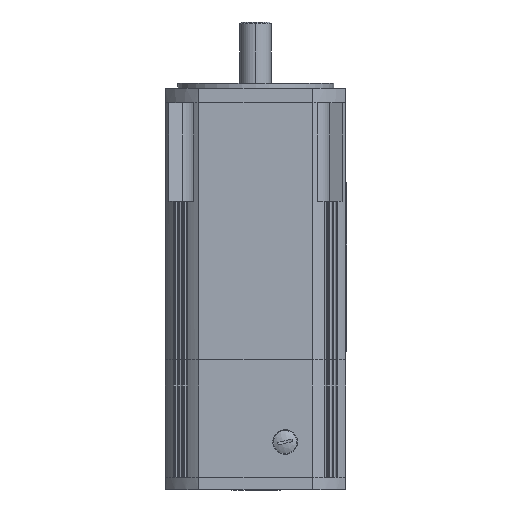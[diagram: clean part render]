
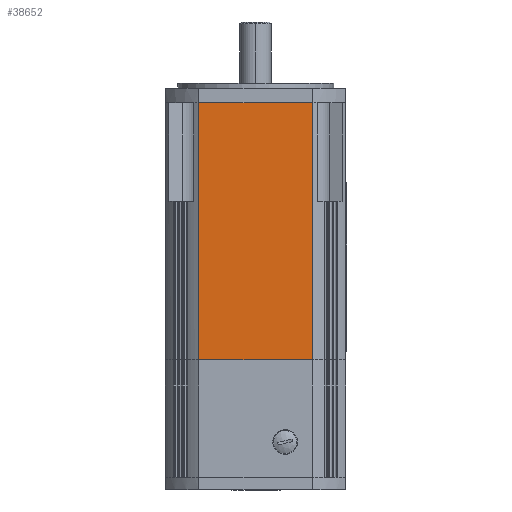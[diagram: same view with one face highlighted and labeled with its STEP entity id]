
A CAD part, front view. The second image highlights one B-rep face of the part: STEP entity #38652.
In plain terms, the highlighted face is planar.
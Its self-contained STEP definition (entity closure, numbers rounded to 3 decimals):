
#32462=CARTESIAN_POINT('',(-34.641,-55.0,0.0));
#32463=VERTEX_POINT('',#32462);
#33434=CARTESIAN_POINT('',(34.641,-55.0,0.0));
#33435=VERTEX_POINT('',#33434);
#34259=CARTESIAN_POINT('',(34.641,-55.0,0.0));
#34260=DIRECTION('',(-1.0,0.0,0.0));
#34261=VECTOR('',#34260,69.282);
#34262=LINE('',#34259,#34261);
#34263=EDGE_CURVE('',#33435,#32463,#34262,.T.);
#35657=CARTESIAN_POINT('',(34.641,-55.0,156.5));
#35658=VERTEX_POINT('',#35657);
#35690=CARTESIAN_POINT('',(-34.641,-55.0,156.5));
#35691=VERTEX_POINT('',#35690);
#35698=CARTESIAN_POINT('',(34.641,-55.0,156.5));
#35699=DIRECTION('',(-1.0,0.0,0.0));
#35700=VECTOR('',#35699,69.282);
#35701=LINE('',#35698,#35700);
#35702=EDGE_CURVE('',#35658,#35691,#35701,.T.);
#37660=CARTESIAN_POINT('',(34.641,-55.0,0.0));
#37661=DIRECTION('',(0.0,0.0,1.0));
#37662=VECTOR('',#37661,156.5);
#37663=LINE('',#37660,#37662);
#37664=EDGE_CURVE('',#33435,#35658,#37663,.T.);
#38065=CARTESIAN_POINT('',(-34.641,-55.0,0.0));
#38066=DIRECTION('',(0.0,0.0,1.0));
#38067=VECTOR('',#38066,156.5);
#38068=LINE('',#38065,#38067);
#38069=EDGE_CURVE('',#32463,#35691,#38068,.T.);
#38641=CARTESIAN_POINT('',(34.641,-55.0,0.0));
#38642=DIRECTION('',(0.0,-1.0,0.0));
#38643=DIRECTION('',(0.0,0.0,-1.0));
#38644=AXIS2_PLACEMENT_3D('',#38641,#38642,#38643);
#38645=PLANE('',#38644);
#38646=ORIENTED_EDGE('',*,*,#35702,.T.);
#38647=ORIENTED_EDGE('',*,*,#38069,.F.);
#38648=ORIENTED_EDGE('',*,*,#34263,.F.);
#38649=ORIENTED_EDGE('',*,*,#37664,.T.);
#38650=EDGE_LOOP('',(#38646,#38647,#38648,#38649));
#38651=FACE_OUTER_BOUND('',#38650,.T.);
#38652=ADVANCED_FACE('',(#38651),#38645,.T.);
